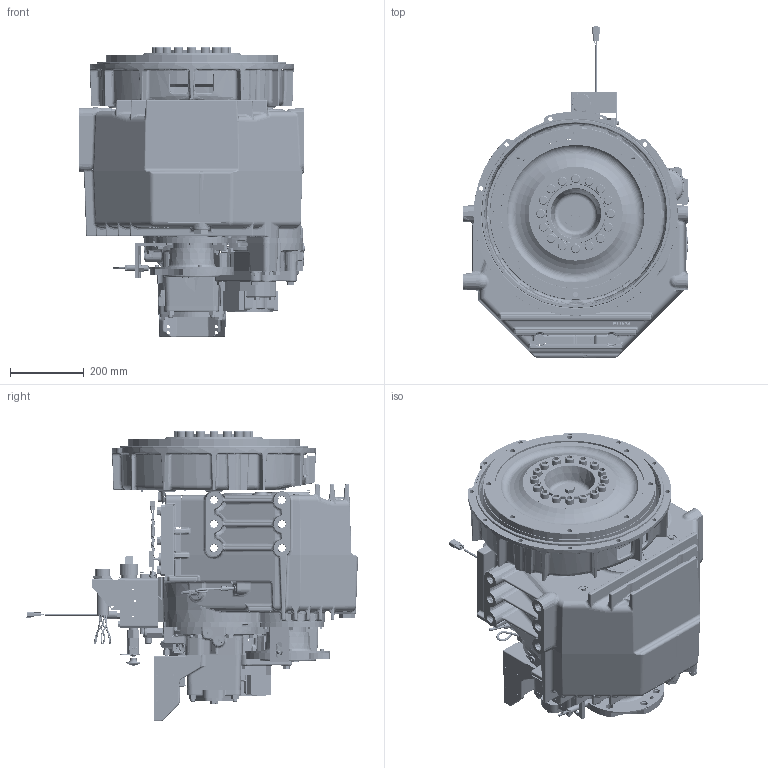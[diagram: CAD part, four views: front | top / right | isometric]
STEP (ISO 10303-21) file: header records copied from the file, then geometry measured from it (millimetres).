
FILE_DESCRIPTION (( 'STEP AP214' ), '1' );
FILE_NAME ('1027608B.STEP', '2015-08-14T13:10:16', ( '' ), ( '' ), 'SwSTEP 2.0', 'SolidWorks 2010', '' );
FILE_SCHEMA (( 'AUTOMOTIVE_DESIGN' ));
Length unit declared in the file: millimetre
Products named in the file (1): 1027608B
Bounding box: 611.46 x 899.38 x 785.91 mm (x, y, z)
Surface area: 4191691.6 mm2 (no closed solid volume)
Topology: 0 solids, 439 shells, 5593 faces, 20789 edges, 14967 vertices
Faces by surface type: plane 1662, cylinder 1656, bspline 1068, torus 537, cone 474, sphere 196
Entity records: 770501 total; most frequent: CARTESIAN_POINT 546573, DIRECTION 32165, ORIENTED_EDGE 31268, EDGE_CURVE 20590, VERTEX_POINT 14943, AXIS2_PLACEMENT_3D 12512, CIRCLE 7986, VECTOR 7141
